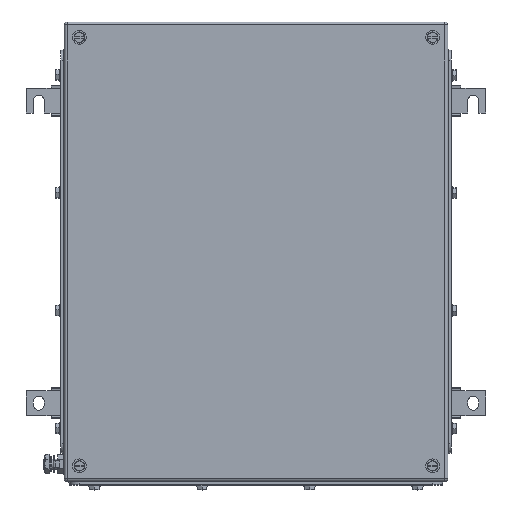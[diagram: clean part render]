
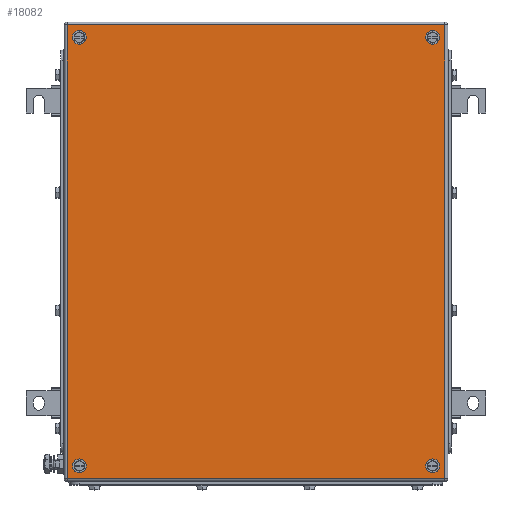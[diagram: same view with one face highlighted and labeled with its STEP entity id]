
A CAD part, top view. The second image highlights one B-rep face of the part: STEP entity #18082.
In plain terms, the highlighted planar face has unit normal (0, 0, 1).
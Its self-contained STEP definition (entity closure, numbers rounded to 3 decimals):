
#17956=AXIS2_PLACEMENT_3D('Circle Axis2P3D',#17954,#17955,$) ;
#17983=AXIS2_PLACEMENT_3D('Plane Axis2P3D',#17980,#17981,#17982) ;
#18021=AXIS2_PLACEMENT_3D('Circle Axis2P3D',#18019,#18020,$) ;
#18030=AXIS2_PLACEMENT_3D('Circle Axis2P3D',#18028,#18029,$) ;
#18039=AXIS2_PLACEMENT_3D('Circle Axis2P3D',#18037,#18038,$) ;
#18048=AXIS2_PLACEMENT_3D('Circle Axis2P3D',#18046,#18047,$) ;
#18057=AXIS2_PLACEMENT_3D('Circle Axis2P3D',#18055,#18056,$) ;
#18066=AXIS2_PLACEMENT_3D('Circle Axis2P3D',#18064,#18065,$) ;
#18075=AXIS2_PLACEMENT_3D('Circle Axis2P3D',#18073,#18074,$) ;
#17951=CARTESIAN_POINT('Vertex',(56.5,456.5,153.5)) ;
#17954=CARTESIAN_POINT('Axis2P3D Location',(53.,456.5,153.5)) ;
#17958=CARTESIAN_POINT('Vertex',(49.5,456.5,153.5)) ;
#17980=CARTESIAN_POINT('Axis2P3D Location',(231.5,240.,153.5)) ;
#17985=CARTESIAN_POINT('Line Origine',(231.5,468.5,153.5)) ;
#17989=CARTESIAN_POINT('Vertex',(422.,468.5,153.5)) ;
#17991=CARTESIAN_POINT('Vertex',(41.,468.5,153.5)) ;
#17994=CARTESIAN_POINT('Line Origine',(41.,240.,153.5)) ;
#17998=CARTESIAN_POINT('Vertex',(41.,11.5,153.5)) ;
#18001=CARTESIAN_POINT('Line Origine',(231.5,11.5,153.5)) ;
#18005=CARTESIAN_POINT('Vertex',(422.,11.5,153.5)) ;
#18008=CARTESIAN_POINT('Line Origine',(422.,240.,153.5)) ;
#18019=CARTESIAN_POINT('Axis2P3D Location',(53.,456.5,153.5)) ;
#18028=CARTESIAN_POINT('Axis2P3D Location',(53.,23.5,153.5)) ;
#18032=CARTESIAN_POINT('Vertex',(49.5,23.5,153.5)) ;
#18034=CARTESIAN_POINT('Vertex',(56.5,23.5,153.5)) ;
#18037=CARTESIAN_POINT('Axis2P3D Location',(53.,23.5,153.5)) ;
#18046=CARTESIAN_POINT('Axis2P3D Location',(410.,23.5,153.5)) ;
#18050=CARTESIAN_POINT('Vertex',(413.5,23.5,153.5)) ;
#18052=CARTESIAN_POINT('Vertex',(406.5,23.5,153.5)) ;
#18055=CARTESIAN_POINT('Axis2P3D Location',(410.,23.5,153.5)) ;
#18064=CARTESIAN_POINT('Axis2P3D Location',(410.,456.5,153.5)) ;
#18068=CARTESIAN_POINT('Vertex',(413.5,456.5,153.5)) ;
#18070=CARTESIAN_POINT('Vertex',(406.5,456.5,153.5)) ;
#18073=CARTESIAN_POINT('Axis2P3D Location',(410.,456.5,153.5)) ;
#17955=DIRECTION('Axis2P3D Direction',(0.,0.,1.)) ;
#17981=DIRECTION('Axis2P3D Direction',(0.,0.,1.)) ;
#17982=DIRECTION('Axis2P3D XDirection',(1.,0.,0.)) ;
#17986=DIRECTION('Vector Direction',(1.,0.,0.)) ;
#17995=DIRECTION('Vector Direction',(0.,-1.,0.)) ;
#18002=DIRECTION('Vector Direction',(1.,0.,0.)) ;
#18009=DIRECTION('Vector Direction',(0.,1.,0.)) ;
#18020=DIRECTION('Axis2P3D Direction',(0.,0.,1.)) ;
#18029=DIRECTION('Axis2P3D Direction',(0.,0.,1.)) ;
#18038=DIRECTION('Axis2P3D Direction',(0.,0.,1.)) ;
#18047=DIRECTION('Axis2P3D Direction',(0.,0.,1.)) ;
#18056=DIRECTION('Axis2P3D Direction',(0.,0.,1.)) ;
#18065=DIRECTION('Axis2P3D Direction',(0.,0.,1.)) ;
#18074=DIRECTION('Axis2P3D Direction',(0.,0.,1.)) ;
#17987=VECTOR('Line Direction',#17986,1.) ;
#17996=VECTOR('Line Direction',#17995,1.) ;
#18003=VECTOR('Line Direction',#18002,1.) ;
#18010=VECTOR('Line Direction',#18009,1.) ;
#18014=ORIENTED_EDGE('',*,*,#17993,.T.) ;
#18015=ORIENTED_EDGE('',*,*,#18000,.T.) ;
#18016=ORIENTED_EDGE('',*,*,#18007,.T.) ;
#18017=ORIENTED_EDGE('',*,*,#18012,.T.) ;
#18025=ORIENTED_EDGE('',*,*,#18023,.F.) ;
#18026=ORIENTED_EDGE('',*,*,#17960,.F.) ;
#18043=ORIENTED_EDGE('',*,*,#18036,.F.) ;
#18044=ORIENTED_EDGE('',*,*,#18041,.F.) ;
#18061=ORIENTED_EDGE('',*,*,#18054,.F.) ;
#18062=ORIENTED_EDGE('',*,*,#18059,.F.) ;
#18079=ORIENTED_EDGE('',*,*,#18072,.F.) ;
#18080=ORIENTED_EDGE('',*,*,#18077,.F.) ;
#18027=FACE_BOUND('',#18024,.T.) ;
#18045=FACE_BOUND('',#18042,.T.) ;
#18063=FACE_BOUND('',#18060,.T.) ;
#18081=FACE_BOUND('',#18078,.T.) ;
#18082=ADVANCED_FACE('ZUB_KTB_FS_453815_3GP_AllCATPart.2\\ZUB_DE_KTB_FS.1\\DE_KTB_MH_PART_MASTER.1\\Koerper.2',(#18018,#18027,#18045,#18063,#18081),#17984,.T.) ;
#17957=CIRCLE('generated circle',#17956,3.5) ;
#18022=CIRCLE('generated circle',#18021,3.5) ;
#18031=CIRCLE('generated circle',#18030,3.5) ;
#18040=CIRCLE('generated circle',#18039,3.5) ;
#18049=CIRCLE('generated circle',#18048,3.5) ;
#18058=CIRCLE('generated circle',#18057,3.5) ;
#18067=CIRCLE('generated circle',#18066,3.5) ;
#18076=CIRCLE('generated circle',#18075,3.5) ;
#17960=EDGE_CURVE('',#17952,#17959,#17957,.T.) ;
#17993=EDGE_CURVE('',#17990,#17992,#17988,.F.) ;
#18000=EDGE_CURVE('',#17992,#17999,#17997,.T.) ;
#18007=EDGE_CURVE('',#17999,#18006,#18004,.T.) ;
#18012=EDGE_CURVE('',#18006,#17990,#18011,.T.) ;
#18023=EDGE_CURVE('',#17959,#17952,#18022,.T.) ;
#18036=EDGE_CURVE('',#18033,#18035,#18031,.T.) ;
#18041=EDGE_CURVE('',#18035,#18033,#18040,.T.) ;
#18054=EDGE_CURVE('',#18051,#18053,#18049,.T.) ;
#18059=EDGE_CURVE('',#18053,#18051,#18058,.T.) ;
#18072=EDGE_CURVE('',#18069,#18071,#18067,.T.) ;
#18077=EDGE_CURVE('',#18071,#18069,#18076,.T.) ;
#18013=EDGE_LOOP('',(#18014,#18015,#18016,#18017)) ;
#18024=EDGE_LOOP('',(#18025,#18026)) ;
#18042=EDGE_LOOP('',(#18043,#18044)) ;
#18060=EDGE_LOOP('',(#18061,#18062)) ;
#18078=EDGE_LOOP('',(#18079,#18080)) ;
#18018=FACE_OUTER_BOUND('',#18013,.T.) ;
#17988=LINE('Line',#17985,#17987) ;
#17997=LINE('Line',#17994,#17996) ;
#18004=LINE('Line',#18001,#18003) ;
#18011=LINE('Line',#18008,#18010) ;
#17984=PLANE('',#17983) ;
#17952=VERTEX_POINT('',#17951) ;
#17959=VERTEX_POINT('',#17958) ;
#17990=VERTEX_POINT('',#17989) ;
#17992=VERTEX_POINT('',#17991) ;
#17999=VERTEX_POINT('',#17998) ;
#18006=VERTEX_POINT('',#18005) ;
#18033=VERTEX_POINT('',#18032) ;
#18035=VERTEX_POINT('',#18034) ;
#18051=VERTEX_POINT('',#18050) ;
#18053=VERTEX_POINT('',#18052) ;
#18069=VERTEX_POINT('',#18068) ;
#18071=VERTEX_POINT('',#18070) ;
